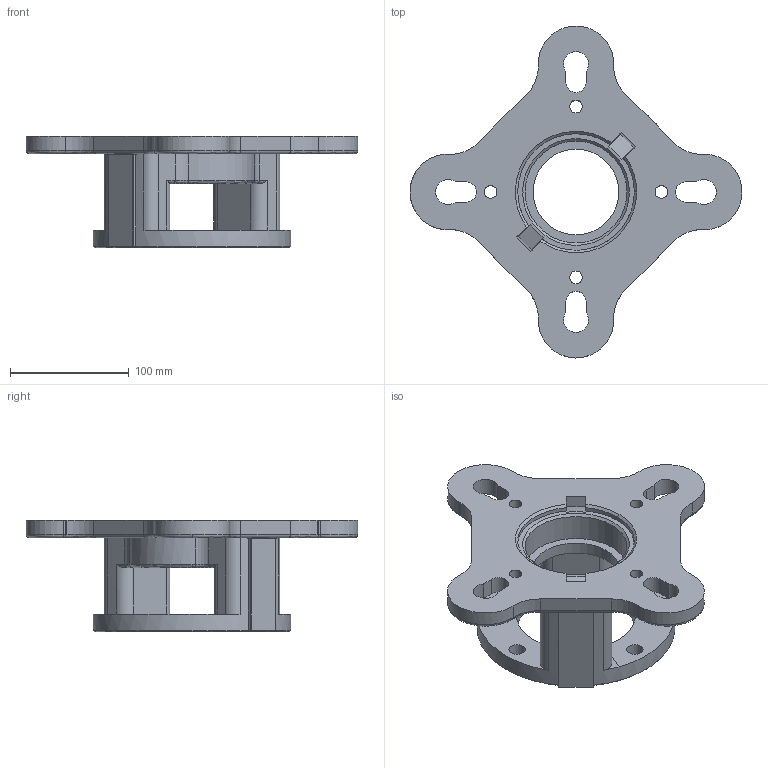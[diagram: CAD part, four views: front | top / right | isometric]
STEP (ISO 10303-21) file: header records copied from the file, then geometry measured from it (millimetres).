
FILE_DESCRIPTION (( 'STEP AP214' ), '1' );
FILE_NAME ('SMR3-CF.step', '2016-11-22T21:13:35', ( '' ), ( '' ), 'SwSTEP 2.0', 'SolidWorks 2016', '' );
FILE_SCHEMA (( 'AUTOMOTIVE_DESIGN' ));
Length unit declared in the file: inch
Products named in the file (1): SMR3-CF
Bounding box: 279.03 x 279.03 x 94 mm (x, y, z)
Volume: 948959.6 mm3; surface area: 150273.7 mm2
Topology: 1 solids, 1 shells, 267 faces, 719 edges, 454 vertices
Faces by surface type: cylinder 104, plane 79, bspline 75, cone 9
Entity records: 11210 total; most frequent: CARTESIAN_POINT 4814, ORIENTED_EDGE 1430, DIRECTION 1196, EDGE_CURVE 715, VERTEX_POINT 454, AXIS2_PLACEMENT_3D 429, VECTOR 338, LINE 338
